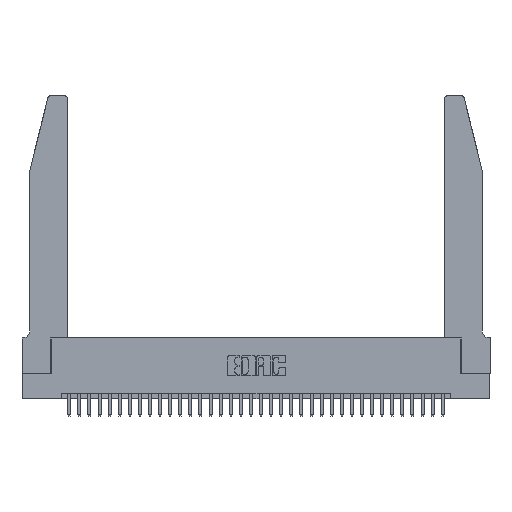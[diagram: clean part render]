
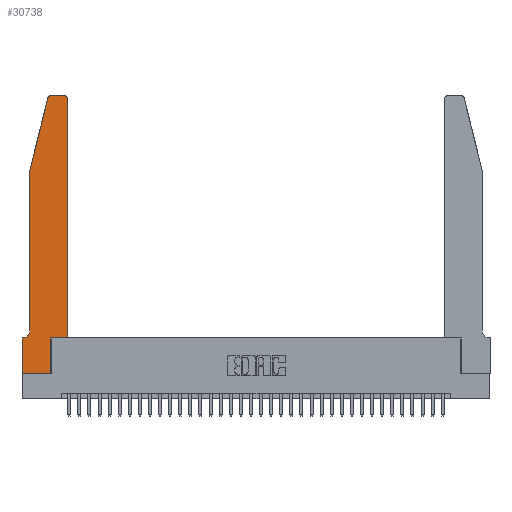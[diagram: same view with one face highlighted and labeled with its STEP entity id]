
A CAD part, top view. The second image highlights one B-rep face of the part: STEP entity #30738.
In plain terms, the highlighted planar face has unit normal (0, 0, 1).
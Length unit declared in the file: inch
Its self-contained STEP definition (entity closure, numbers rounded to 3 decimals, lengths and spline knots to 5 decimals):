
#93 = CARTESIAN_POINT ( 'NONE',  ( 0.2865, 0.35, 0.37 ) ) ;
#538 = FACE_OUTER_BOUND ( 'NONE', #8465, .T. ) ;
#698 = CARTESIAN_POINT ( 'NONE',  ( 0.4205, 2.72, 0.37 ) ) ;
#2272 = VERTEX_POINT ( 'NONE', #8120 ) ;
#2939 = VERTEX_POINT ( 'NONE', #23684 ) ;
#3244 = VERTEX_POINT ( 'NONE', #21920 ) ;
#3521 = LINE ( 'NONE', #21775, #15953 ) ;
#5469 = ORIENTED_EDGE ( 'NONE', *, *, #30703, .T. ) ;
#5950 = VERTEX_POINT ( 'NONE', #34427 ) ;
#6123 = VECTOR ( 'NONE', #23742, 39.37008 ) ;
#6939 = DIRECTION ( 'NONE',  ( 0., 0., 1. ) ) ;
#7199 = VERTEX_POINT ( 'NONE', #15831 ) ;
#8039 = CARTESIAN_POINT ( 'NONE',  ( 0.2605, 2.75, 0.37 ) ) ;
#8120 = CARTESIAN_POINT ( 'NONE',  ( 0.4205, 2.75, 0.37 ) ) ;
#8206 = ORIENTED_EDGE ( 'NONE', *, *, #34316, .T. ) ;
#8340 = PLANE ( 'NONE',  #29664 ) ;
#8454 = CARTESIAN_POINT ( 'NONE',  ( 0., 0.35, 0.37 ) ) ;
#8465 = EDGE_LOOP ( 'NONE', ( #18079, #8206, #25319, #9398, #24587, #22043, #13056, #8555, #22135, #5469, #26925, #24255 ) ) ;
#8555 = ORIENTED_EDGE ( 'NONE', *, *, #20701, .T. ) ;
#8561 = CARTESIAN_POINT ( 'NONE',  ( 0., 0., 0.37 ) ) ;
#8768 = LINE ( 'NONE', #93, #19392 ) ;
#8779 = CARTESIAN_POINT ( 'NONE',  ( 0.2865, 0.35, 0.37 ) ) ;
#8896 = VECTOR ( 'NONE', #18859, 39.37008 ) ;
#9007 = VERTEX_POINT ( 'NONE', #23271 ) ;
#9398 = ORIENTED_EDGE ( 'NONE', *, *, #12216, .T. ) ;
#10084 = DIRECTION ( 'NONE',  ( 0., 0., -1. ) ) ;
#10655 = CARTESIAN_POINT ( 'NONE',  ( 0., 0., 0.37 ) ) ;
#10994 = AXIS2_PLACEMENT_3D ( 'NONE', #698, #17176, #19764 ) ;
#11224 = VECTOR ( 'NONE', #17883, 39.37008 ) ;
#11741 = EDGE_CURVE ( 'NONE', #3244, #7199, #26050, .T. ) ;
#12196 = CIRCLE ( 'NONE', #32144, 0.07 ) ;
#12212 = CARTESIAN_POINT ( 'NONE',  ( 0.0755, 2., 0.37 ) ) ;
#12216 = EDGE_CURVE ( 'NONE', #32691, #17204, #19583, .T. ) ;
#13032 = VERTEX_POINT ( 'NONE', #35161 ) ;
#13056 = ORIENTED_EDGE ( 'NONE', *, *, #26063, .T. ) ;
#13795 = VERTEX_POINT ( 'NONE', #22505 ) ;
#13815 = DIRECTION ( 'NONE',  ( 0., 0., 1. ) ) ;
#14123 = CARTESIAN_POINT ( 'NONE',  ( 0.0755, 0.42, 0.37 ) ) ;
#14147 = DIRECTION ( 'NONE',  ( 0., -1., 0. ) ) ;
#14991 = EDGE_CURVE ( 'NONE', #17204, #13032, #12196, .T. ) ;
#15036 = CARTESIAN_POINT ( 'NONE',  ( 0.0755, 2., 0.37 ) ) ;
#15197 = CARTESIAN_POINT ( 'NONE',  ( 0.284, 2.72, 0.37 ) ) ;
#15541 = CARTESIAN_POINT ( 'NONE',  ( 0.0755, 2., 0.37 ) ) ;
#15783 = EDGE_CURVE ( 'NONE', #13795, #18861, #8768, .T. ) ;
#15831 = CARTESIAN_POINT ( 'NONE',  ( 0.4505, 2.72, 0.37 ) ) ;
#15953 = VECTOR ( 'NONE', #30108, 39.37008 ) ;
#17176 = DIRECTION ( 'NONE',  ( 0., 0., 1. ) ) ;
#17204 = VERTEX_POINT ( 'NONE', #14123 ) ;
#17403 = EDGE_CURVE ( 'NONE', #2272, #9007, #29371, .T. ) ;
#17484 = VERTEX_POINT ( 'NONE', #10655 ) ;
#17883 = DIRECTION ( 'NONE',  ( -1., 0., 0. ) ) ;
#18079 = ORIENTED_EDGE ( 'NONE', *, *, #17403, .T. ) ;
#18285 = CARTESIAN_POINT ( 'NONE',  ( 0.4505, 0.35, 0.37 ) ) ;
#18387 = EDGE_CURVE ( 'NONE', #5950, #32691, #34338, .T. ) ;
#18800 = LINE ( 'NONE', #8561, #32407 ) ;
#18859 = DIRECTION ( 'NONE',  ( -1., 0., 0. ) ) ;
#18861 = VERTEX_POINT ( 'NONE', #8779 ) ;
#19392 = VECTOR ( 'NONE', #27385, 39.37008 ) ;
#19583 = LINE ( 'NONE', #12212, #20002 ) ;
#19764 = DIRECTION ( 'NONE',  ( 1., 0., 0. ) ) ;
#20002 = VECTOR ( 'NONE', #23277, 39.37008 ) ;
#20037 = VECTOR ( 'NONE', #23877, 39.37008 ) ;
#20174 = AXIS2_PLACEMENT_3D ( 'NONE', #15197, #6939, #23141 ) ;
#20701 = EDGE_CURVE ( 'NONE', #17484, #13795, #29570, .T. ) ;
#20781 = CIRCLE ( 'NONE', #20174, 0.03 ) ;
#21046 = EDGE_CURVE ( 'NONE', #7199, #2272, #27824, .T. ) ;
#21775 = CARTESIAN_POINT ( 'NONE',  ( 0.4505, 0.35, 0.37 ) ) ;
#21920 = CARTESIAN_POINT ( 'NONE',  ( 0.4505, 0.35, 0.37 ) ) ;
#22043 = ORIENTED_EDGE ( 'NONE', *, *, #30413, .T. ) ;
#22135 = ORIENTED_EDGE ( 'NONE', *, *, #15783, .T. ) ;
#22505 = CARTESIAN_POINT ( 'NONE',  ( 0.2865, 0., 0.37 ) ) ;
#23141 = DIRECTION ( 'NONE',  ( 1., 0., 0. ) ) ;
#23271 = CARTESIAN_POINT ( 'NONE',  ( 0.284, 2.75, 0.37 ) ) ;
#23277 = DIRECTION ( 'NONE',  ( 0., -1., 0. ) ) ;
#23684 = CARTESIAN_POINT ( 'NONE',  ( 0., 0.35, 0.37 ) ) ;
#23742 = DIRECTION ( 'NONE',  ( 1., 0., 0. ) ) ;
#23877 = DIRECTION ( 'NONE',  ( 0., 1., 0. ) ) ;
#24255 = ORIENTED_EDGE ( 'NONE', *, *, #21046, .T. ) ;
#24587 = ORIENTED_EDGE ( 'NONE', *, *, #14991, .T. ) ;
#25319 = ORIENTED_EDGE ( 'NONE', *, *, #18387, .T. ) ;
#25951 = DIRECTION ( 'NONE',  ( -0.239, -0.971, 0. ) ) ;
#26050 = LINE ( 'NONE', #18285, #20037 ) ;
#26063 = EDGE_CURVE ( 'NONE', #2939, #17484, #18800, .T. ) ;
#26099 = CARTESIAN_POINT ( 'NONE',  ( 0.0755, 0.35, 0.37 ) ) ;
#26852 = CARTESIAN_POINT ( 'NONE',  ( 0.0055, 0.42, 0.37 ) ) ;
#26925 = ORIENTED_EDGE ( 'NONE', *, *, #11741, .T. ) ;
#27385 = DIRECTION ( 'NONE',  ( 0., 1., 0. ) ) ;
#27824 = CIRCLE ( 'NONE', #10994, 0.03 ) ;
#29371 = LINE ( 'NONE', #8039, #8896 ) ;
#29570 = LINE ( 'NONE', #34176, #6123 ) ;
#29664 = AXIS2_PLACEMENT_3D ( 'NONE', #8454, #13815, #32795 ) ;
#30106 = VECTOR ( 'NONE', #25951, 39.37008 ) ;
#30108 = DIRECTION ( 'NONE',  ( 1., 0., 0. ) ) ;
#30413 = EDGE_CURVE ( 'NONE', #13032, #2939, #30848, .T. ) ;
#30703 = EDGE_CURVE ( 'NONE', #18861, #3244, #3521, .T. ) ;
#30738 = ADVANCED_FACE ( 'NONE', ( #538 ), #8340, .T. ) ;
#30848 = LINE ( 'NONE', #26099, #11224 ) ;
#31861 = DIRECTION ( 'NONE',  ( -1., 0., 0. ) ) ;
#32144 = AXIS2_PLACEMENT_3D ( 'NONE', #26852, #10084, #31861 ) ;
#32407 = VECTOR ( 'NONE', #14147, 39.37008 ) ;
#32691 = VERTEX_POINT ( 'NONE', #15541 ) ;
#32795 = DIRECTION ( 'NONE',  ( 1., 0., 0. ) ) ;
#34176 = CARTESIAN_POINT ( 'NONE',  ( 0., 0., 0.37 ) ) ;
#34316 = EDGE_CURVE ( 'NONE', #9007, #5950, #20781, .T. ) ;
#34338 = LINE ( 'NONE', #15036, #30106 ) ;
#34427 = CARTESIAN_POINT ( 'NONE',  ( 0.25487, 2.72718, 0.37 ) ) ;
#35161 = CARTESIAN_POINT ( 'NONE',  ( 0.0055, 0.35, 0.37 ) ) ;
